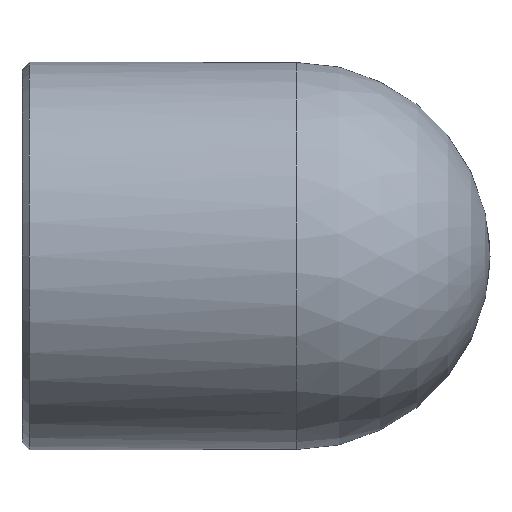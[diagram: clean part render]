
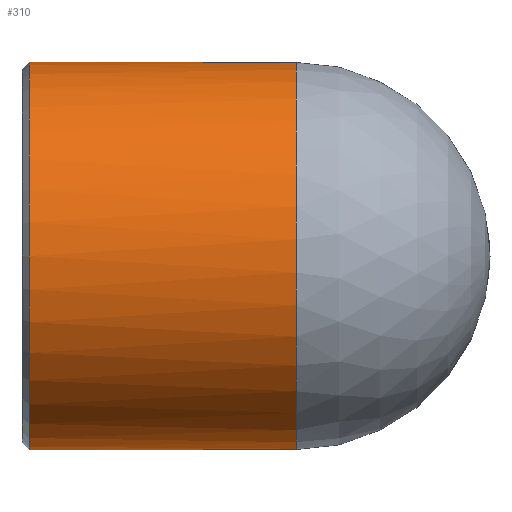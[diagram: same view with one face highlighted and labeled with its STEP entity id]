
A CAD part, left-side view. The second image highlights one B-rep face of the part: STEP entity #310.
In plain terms, the highlighted cylindrical face has radius 13.5 mm (diameter 27 mm), a full revolution.
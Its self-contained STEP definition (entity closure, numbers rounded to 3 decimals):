
#24=LINE('',#787,#34);
#34=VECTOR('',#418,13.5);
#55=CIRCLE('',#356,13.5);
#56=CIRCLE('',#357,13.5);
#57=CIRCLE('',#358,13.5);
#74=CYLINDRICAL_SURFACE('',#355,13.5);
#84=FACE_OUTER_BOUND('',#104,.T.);
#104=EDGE_LOOP('',(#235,#236,#237,#238,#239,#240,#241));
#129=B_SPLINE_CURVE_WITH_KNOTS('',3,(#697,#698,#699,#700,#701,#702),
 .UNSPECIFIED.,.F.,.F.,(4,1,1,4),(0.,0.689,
1.034,1.206),.UNSPECIFIED.);
#130=B_SPLINE_CURVE_WITH_KNOTS('',3,(#703,#704,#705,#706,#707,#708,#709),
 .UNSPECIFIED.,.F.,.F.,(4,1,1,1,4),(1.206,1.379,1.723,
2.068,2.413),.UNSPECIFIED.);
#139=VERTEX_POINT('',#610);
#142=VERTEX_POINT('',#679);
#145=VERTEX_POINT('',#696);
#146=VERTEX_POINT('',#783);
#147=VERTEX_POINT('',#784);
#177=EDGE_CURVE('',#139,#145,#129,.T.);
#178=EDGE_CURVE('',#145,#142,#130,.T.);
#181=EDGE_CURVE('',#146,#147,#55,.T.);
#182=EDGE_CURVE('',#147,#146,#56,.T.);
#183=EDGE_CURVE('',#147,#145,#24,.T.);
#184=EDGE_CURVE('',#139,#142,#57,.T.);
#235=ORIENTED_EDGE('',*,*,#181,.F.);
#236=ORIENTED_EDGE('',*,*,#182,.F.);
#237=ORIENTED_EDGE('',*,*,#183,.T.);
#238=ORIENTED_EDGE('',*,*,#177,.F.);
#239=ORIENTED_EDGE('',*,*,#184,.T.);
#240=ORIENTED_EDGE('',*,*,#178,.F.);
#241=ORIENTED_EDGE('',*,*,#183,.F.);
#310=ADVANCED_FACE('',(#84),#74,.T.);
#355=AXIS2_PLACEMENT_3D('',#782,#412,#413);
#356=AXIS2_PLACEMENT_3D('',#785,#414,#415);
#357=AXIS2_PLACEMENT_3D('',#786,#416,#417);
#358=AXIS2_PLACEMENT_3D('',#788,#419,#420);
#412=DIRECTION('center_axis',(0.,1.,0.));
#413=DIRECTION('ref_axis',(-1.,0.,0.));
#414=DIRECTION('center_axis',(0.,1.,0.));
#415=DIRECTION('ref_axis',(1.,0.,0.));
#416=DIRECTION('center_axis',(0.,1.,0.));
#417=DIRECTION('ref_axis',(1.,0.,0.));
#418=DIRECTION('',(0.,-1.,0.));
#419=DIRECTION('center_axis',(0.,1.,0.));
#420=DIRECTION('ref_axis',(1.,0.,0.));
#610=CARTESIAN_POINT('',(10.734,4.9,-8.187));
#679=CARTESIAN_POINT('',(10.734,4.9,8.187));
#696=CARTESIAN_POINT('',(13.499,10.6,0.));
#697=CARTESIAN_POINT('Ctrl Pts',(10.734,4.9,-8.187));
#698=CARTESIAN_POINT('Ctrl Pts',(11.4,6.822,-7.314));
#699=CARTESIAN_POINT('Ctrl Pts',(12.661,9.168,-5.295));
#700=CARTESIAN_POINT('Ctrl Pts',(13.418,10.463,-2.003));
#701=CARTESIAN_POINT('Ctrl Pts',(13.499,10.6,-0.501));
#702=CARTESIAN_POINT('Ctrl Pts',(13.499,10.6,0.));
#703=CARTESIAN_POINT('Ctrl Pts',(13.499,10.6,0.));
#704=CARTESIAN_POINT('Ctrl Pts',(13.499,10.6,0.5));
#705=CARTESIAN_POINT('Ctrl Pts',(13.418,10.46,2.002));
#706=CARTESIAN_POINT('Ctrl Pts',(12.874,9.542,4.355));
#707=CARTESIAN_POINT('Ctrl Pts',(11.827,7.593,6.641));
#708=CARTESIAN_POINT('Ctrl Pts',(11.067,5.861,7.75));
#709=CARTESIAN_POINT('Ctrl Pts',(10.734,4.9,8.187));
#782=CARTESIAN_POINT('Origin',(0.,14.45,0.));
#783=CARTESIAN_POINT('',(-13.5,23.5,0.));
#784=CARTESIAN_POINT('',(13.5,23.5,0.));
#785=CARTESIAN_POINT('Origin',(0.,23.5,0.));
#786=CARTESIAN_POINT('Origin',(0.,23.5,0.));
#787=CARTESIAN_POINT('',(13.5,14.45,0.));
#788=CARTESIAN_POINT('Origin',(0.,4.9,0.));
